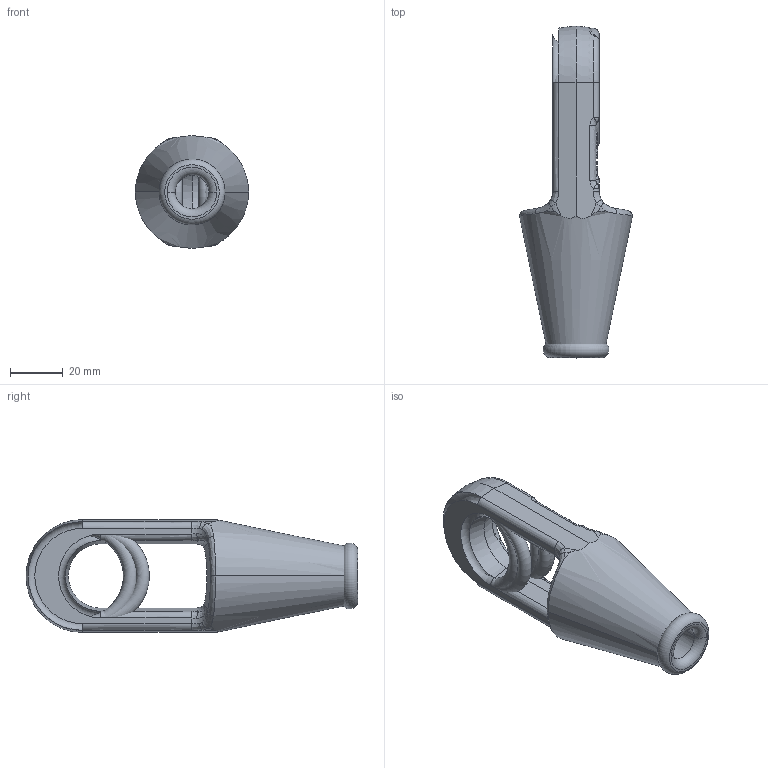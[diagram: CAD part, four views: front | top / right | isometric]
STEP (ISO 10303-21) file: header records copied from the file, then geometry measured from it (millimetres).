
FILE_DESCRIPTION((''),'2;1');
FILE_NAME('CROSBY_417_038_1039913-1039922','2011-08-31T',('Alan Doughty'),('The Crosby Group LLC'),'PRO/ENGINEER BY PARAMETRIC TECHNOLOGY CORPORATION, 2010230','PRO/ENGINEER BY PARAMETRIC TECHNOLOGY CORPORATION, 2010230','');
FILE_SCHEMA(('CONFIG_CONTROL_DESIGN'));
Length unit declared in the file: inch
Products named in the file (1): CROSBY_417_038_1039913-1039922
Bounding box: 42.8 x 125.48 x 42.67 mm (x, y, z)
Surface area: 31720.1 mm2 (no closed solid volume)
Topology: 0 solids, 0 shells, 405 faces, 2242 edges, 2220 vertices
Faces by surface type: bspline 381, sphere 12, torus 12
Entity records: 33557 total; most frequent: CARTESIAN_POINT 16169, DIRECTION 2216, DEFINITIONAL_REPRESENTATION 2186, PCURVE 2186, COMPOSITE_CURVE_SEGMENT 2186, TRIMMED_CURVE 2039, VECTOR 1910, LINE 1910
